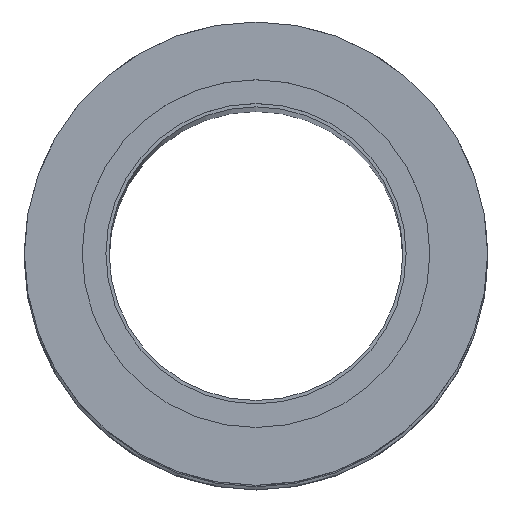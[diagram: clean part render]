
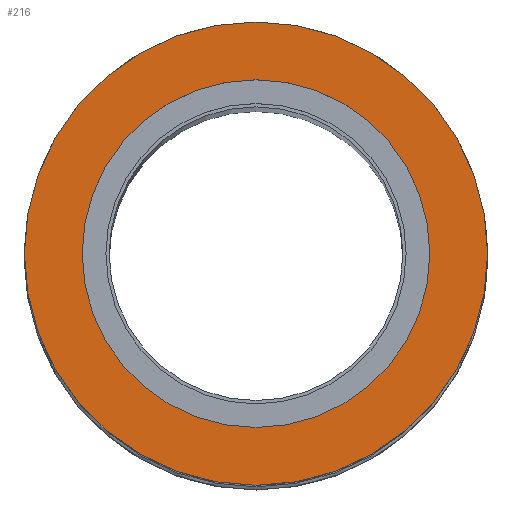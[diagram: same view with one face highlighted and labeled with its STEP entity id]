
A CAD part, top view. The second image highlights one B-rep face of the part: STEP entity #216.
In plain terms, the highlighted face is planar.
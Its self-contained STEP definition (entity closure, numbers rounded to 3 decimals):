
#4 = DIRECTION ( 'NONE',  ( 0., 0., 1. ) ) ;
#47 = AXIS2_PLACEMENT_3D ( 'NONE', #373, #52, #4 ) ;
#52 = DIRECTION ( 'NONE',  ( 0., 1., 0. ) ) ;
#56 = PLANE ( 'NONE',  #47 ) ;
#130 = DIRECTION ( 'NONE',  ( 0., -1., 0. ) ) ;
#159 = ORIENTED_EDGE ( 'NONE', *, *, #648, .T. ) ;
#172 = ORIENTED_EDGE ( 'NONE', *, *, #472, .F. ) ;
#186 = CARTESIAN_POINT ( 'NONE',  ( 0., 5.1, -27.45 ) ) ;
#187 = CIRCLE ( 'NONE', #625, 27.45 ) ;
#198 = FACE_BOUND ( 'NONE', #600, .T. ) ;
#216 = ADVANCED_FACE ( 'NONE', ( #198, #557 ), #56, .T. ) ;
#238 = EDGE_LOOP ( 'NONE', ( #172 ) ) ;
#271 = DIRECTION ( 'NONE',  ( 0., -1., 0. ) ) ;
#288 = CARTESIAN_POINT ( 'NONE',  ( 0., 5.1, 0. ) ) ;
#373 = CARTESIAN_POINT ( 'NONE',  ( 27.45, 5.1, 0. ) ) ;
#395 = VERTEX_POINT ( 'NONE', #409 ) ;
#409 = CARTESIAN_POINT ( 'NONE',  ( 0., 5.1, -20.6 ) ) ;
#472 = EDGE_CURVE ( 'NONE', #629, #629, #187, .T. ) ;
#497 = DIRECTION ( 'NONE',  ( 0., 0., -1. ) ) ;
#516 = DIRECTION ( 'NONE',  ( 0., 0., -1. ) ) ;
#556 = CARTESIAN_POINT ( 'NONE',  ( 0., 5.1, 0. ) ) ;
#557 = FACE_OUTER_BOUND ( 'NONE', #238, .T. ) ;
#574 = AXIS2_PLACEMENT_3D ( 'NONE', #288, #130, #516 ) ;
#600 = EDGE_LOOP ( 'NONE', ( #159 ) ) ;
#606 = CIRCLE ( 'NONE', #574, 20.6 ) ;
#625 = AXIS2_PLACEMENT_3D ( 'NONE', #556, #271, #497 ) ;
#629 = VERTEX_POINT ( 'NONE', #186 ) ;
#648 = EDGE_CURVE ( 'NONE', #395, #395, #606, .T. ) ;
